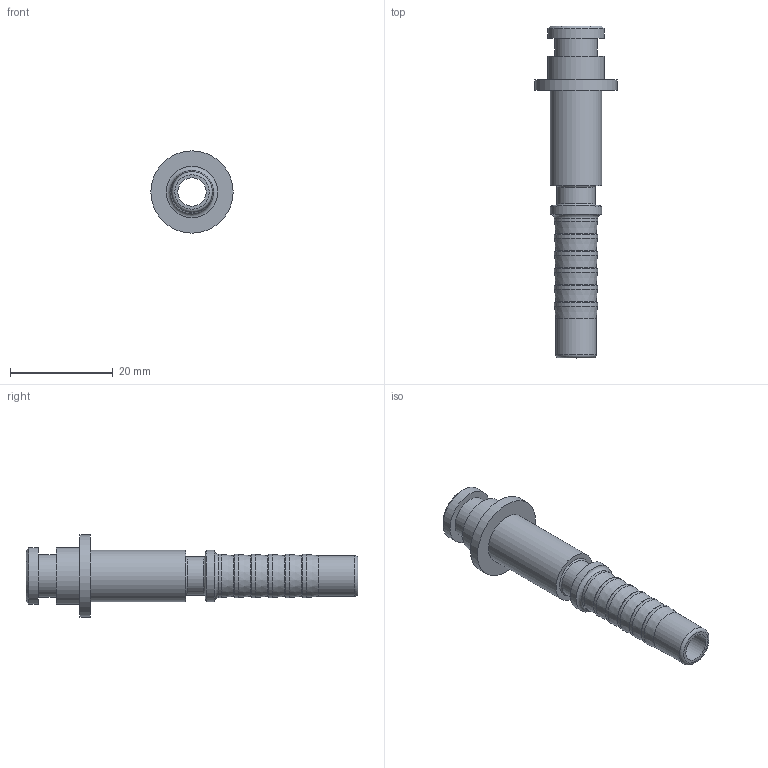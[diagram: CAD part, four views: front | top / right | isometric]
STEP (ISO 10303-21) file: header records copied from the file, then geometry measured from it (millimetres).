
FILE_DESCRIPTION(/* description */ ('Unknown'),/* implementation_level */ '2;1');
FILE_NAME(/* name */ '31696',/* time_stamp */ '2018-11-12T16:53:46+01:00',/* author */ ('Unknown'),/* organization */ ('Unknown'),/* preprocessor_version */ 'ST-DEVELOPER v16.7',/* originating_system */ 'DEX',/* authorisation */ $);
FILE_SCHEMA (('AUTOMOTIVE_DESIGN {1 0 10303 214 3 1 1}'));
Length unit declared in the file: millimetre
Products named in the file (1): 50000031696_1_Preßnippel_Steckanschluss_11mm_NW8
Bounding box: 16 x 64.6 x 16 mm (x, y, z)
Volume: 2923 mm3; surface area: 3475.3 mm2
Topology: 1 solids, 1 shells, 50 faces, 101 edges, 63 vertices
Faces by surface type: cylinder 15, torus 14, plane 12, cone 9
Full cylindrical faces by diameter (mm): 5.5 x1, 7.4 x1, 7.9 x1, 8.2 x1, 8.4 x6, 10 x2, 11 x2, 16 x1
Entity records: 1038 total; most frequent: DIRECTION 202, CARTESIAN_POINT 151, AXIS2_PLACEMENT_3D 101, ORIENTED_EDGE 100, EDGE_LOOP 100, FACE_BOUND 100, EDGE_CURVE 50, VERTEX_POINT 50
